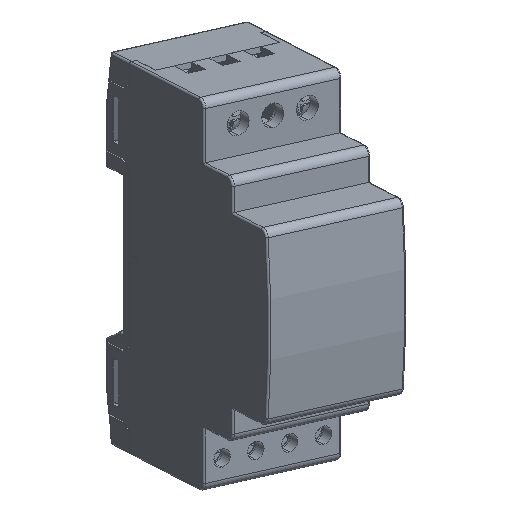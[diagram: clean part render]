
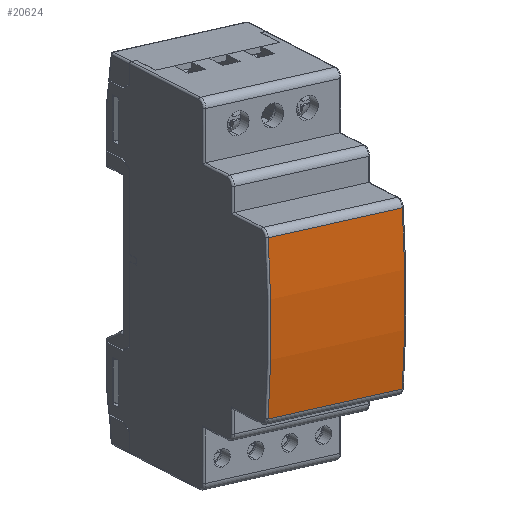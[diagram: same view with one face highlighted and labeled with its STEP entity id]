
A CAD part, top view. The second image highlights one B-rep face of the part: STEP entity #20624.
In plain terms, the highlighted cylindrical face has radius 200 mm (diameter 400 mm), a partial arc.
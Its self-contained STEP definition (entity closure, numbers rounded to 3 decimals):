
#19830=CARTESIAN_POINT('Vertex',(20.707,53.425,-17.25)) ;
#19854=CARTESIAN_POINT('Vertex',(-20.707,53.425,-17.25)) ;
#19857=CARTESIAN_POINT('Axis2P3D Location',(0.,-145.5,-17.25)) ;
#20582=CARTESIAN_POINT('Line Origine',(20.707,53.425,0.)) ;
#20586=CARTESIAN_POINT('Vertex',(20.707,53.425,17.25)) ;
#20601=CARTESIAN_POINT('Axis2P3D Location',(0.,-145.5,0.)) ;
#20606=CARTESIAN_POINT('Line Origine',(-20.707,53.425,0.)) ;
#20610=CARTESIAN_POINT('Vertex',(-20.707,53.425,17.25)) ;
#20613=CARTESIAN_POINT('Axis2P3D Location',(0.,-145.5,17.25)) ;
#19858=DIRECTION('Axis2P3D Direction',(-0.,0.,1.)) ;
#20583=DIRECTION('Vector Direction',(0.,0.,1.)) ;
#20602=DIRECTION('Axis2P3D Direction',(0.,0.,1.)) ;
#20603=DIRECTION('Axis2P3D XDirection',(0.104,0.995,0.)) ;
#20607=DIRECTION('Vector Direction',(0.,0.,1.)) ;
#20614=DIRECTION('Axis2P3D Direction',(0.,0.,1.)) ;
#19859=AXIS2_PLACEMENT_3D('Circle Axis2P3D',#19857,#19858,$) ;
#20604=AXIS2_PLACEMENT_3D('Cylinder Axis2P3D',#20601,#20602,#20603) ;
#20615=AXIS2_PLACEMENT_3D('Circle Axis2P3D',#20613,#20614,$) ;
#20619=ORIENTED_EDGE('',*,*,#20588,.F.) ;
#20620=ORIENTED_EDGE('',*,*,#19861,.T.) ;
#20621=ORIENTED_EDGE('',*,*,#20612,.T.) ;
#20622=ORIENTED_EDGE('',*,*,#20617,.T.) ;
#20584=VECTOR('Line Direction',#20583,1.) ;
#20608=VECTOR('Line Direction',#20607,1.) ;
#20624=ADVANCED_FACE('PartBody',(#20623),#20605,.T.) ;
#19860=CIRCLE('generated circle',#19859,200.) ;
#20616=CIRCLE('generated circle',#20615,200.) ;
#20605=CYLINDRICAL_SURFACE('generated cylinder',#20604,200.) ;
#19861=EDGE_CURVE('',#19831,#19855,#19860,.T.) ;
#20588=EDGE_CURVE('',#19831,#20587,#20585,.T.) ;
#20612=EDGE_CURVE('',#19855,#20611,#20609,.T.) ;
#20617=EDGE_CURVE('',#20611,#20587,#20616,.F.) ;
#20618=EDGE_LOOP('',(#20619,#20620,#20621,#20622)) ;
#20623=FACE_OUTER_BOUND('',#20618,.T.) ;
#20585=LINE('Line',#20582,#20584) ;
#20609=LINE('Line',#20606,#20608) ;
#19831=VERTEX_POINT('',#19830) ;
#19855=VERTEX_POINT('',#19854) ;
#20587=VERTEX_POINT('',#20586) ;
#20611=VERTEX_POINT('',#20610) ;
